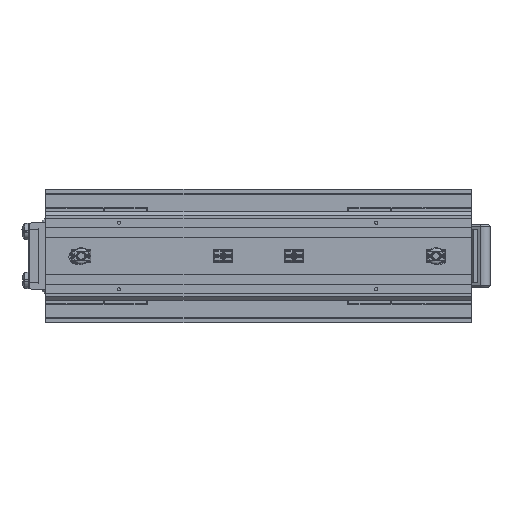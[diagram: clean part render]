
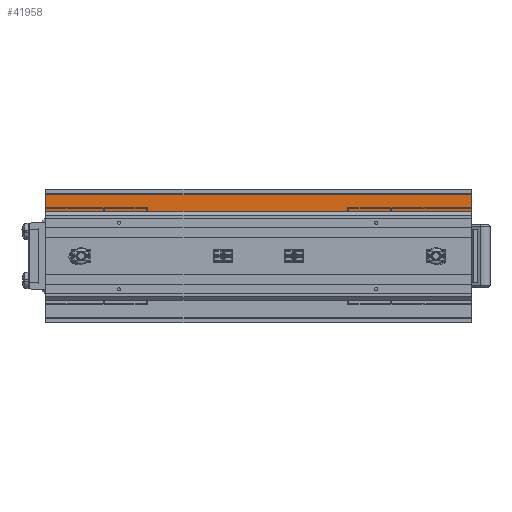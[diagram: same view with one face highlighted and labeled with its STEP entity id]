
A CAD part, front view. The second image highlights one B-rep face of the part: STEP entity #41958.
In plain terms, the highlighted planar face has unit normal (0, -1, 0).
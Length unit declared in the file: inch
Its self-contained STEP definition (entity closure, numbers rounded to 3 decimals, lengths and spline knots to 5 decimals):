
#1067 = LINE ( 'NONE', #63685, #20701 ) ;
#3436 = ORIENTED_EDGE ( 'NONE', *, *, #47875, .T. ) ;
#9005 = EDGE_CURVE ( 'NONE', #17151, #23297, #44948, .T. ) ;
#12447 = DIRECTION ( 'NONE',  ( 0., 0., -1. ) ) ;
#13359 = CARTESIAN_POINT ( 'NONE',  ( 1.19585, 0.78343, -6. ) ) ;
#17151 = VERTEX_POINT ( 'NONE', #13359 ) ;
#17883 = CARTESIAN_POINT ( 'NONE',  ( 1.72217, 0.78343, -6. ) ) ;
#19706 = DIRECTION ( 'NONE',  ( 0., 0., 1. ) ) ;
#20701 = VECTOR ( 'NONE', #19706, 39.37008 ) ;
#22018 = ORIENTED_EDGE ( 'NONE', *, *, #94314, .F. ) ;
#23297 = VERTEX_POINT ( 'NONE', #17883 ) ;
#26696 = DIRECTION ( 'NONE',  ( 0., 0., 1. ) ) ;
#27890 = DIRECTION ( 'NONE',  ( 1., 0., 0. ) ) ;
#31180 = CARTESIAN_POINT ( 'NONE',  ( 1.19585, 0.78343, 6. ) ) ;
#41692 = VECTOR ( 'NONE', #26696, 39.37008 ) ;
#41958 = ADVANCED_FACE ( 'NONE', ( #42055 ), #93077, .T. ) ;
#42055 = FACE_OUTER_BOUND ( 'NONE', #49748, .T. ) ;
#42348 = CARTESIAN_POINT ( 'NONE',  ( 1.72217, 0.78343, 6. ) ) ;
#44584 = CARTESIAN_POINT ( 'NONE',  ( 1.72217, 0.78343, -6. ) ) ;
#44706 = CARTESIAN_POINT ( 'NONE',  ( 1.72217, 0.78343, 6. ) ) ;
#44948 = LINE ( 'NONE', #44584, #81781 ) ;
#47875 = EDGE_CURVE ( 'NONE', #23297, #84178, #61237, .T. ) ;
#49051 = CARTESIAN_POINT ( 'NONE',  ( 1.72217, 0.78343, -6. ) ) ;
#49620 = AXIS2_PLACEMENT_3D ( 'NONE', #49051, #56470, #12447 ) ;
#49748 = EDGE_LOOP ( 'NONE', ( #73279, #22018, #57249, #3436 ) ) ;
#51962 = DIRECTION ( 'NONE',  ( 1., 0., 0. ) ) ;
#55739 = VECTOR ( 'NONE', #27890, 39.37008 ) ;
#56470 = DIRECTION ( 'NONE',  ( 0., -1., 0. ) ) ;
#57249 = ORIENTED_EDGE ( 'NONE', *, *, #9005, .T. ) ;
#61237 = LINE ( 'NONE', #70410, #41692 ) ;
#63685 = CARTESIAN_POINT ( 'NONE',  ( 1.19585, 0.78343, -6. ) ) ;
#68574 = VERTEX_POINT ( 'NONE', #31180 ) ;
#70410 = CARTESIAN_POINT ( 'NONE',  ( 1.72217, 0.78343, -6. ) ) ;
#73279 = ORIENTED_EDGE ( 'NONE', *, *, #87835, .F. ) ;
#75295 = LINE ( 'NONE', #42348, #55739 ) ;
#81781 = VECTOR ( 'NONE', #51962, 39.37008 ) ;
#84178 = VERTEX_POINT ( 'NONE', #44706 ) ;
#87835 = EDGE_CURVE ( 'NONE', #68574, #84178, #75295, .T. ) ;
#93077 = PLANE ( 'NONE',  #49620 ) ;
#94314 = EDGE_CURVE ( 'NONE', #17151, #68574, #1067, .T. ) ;
